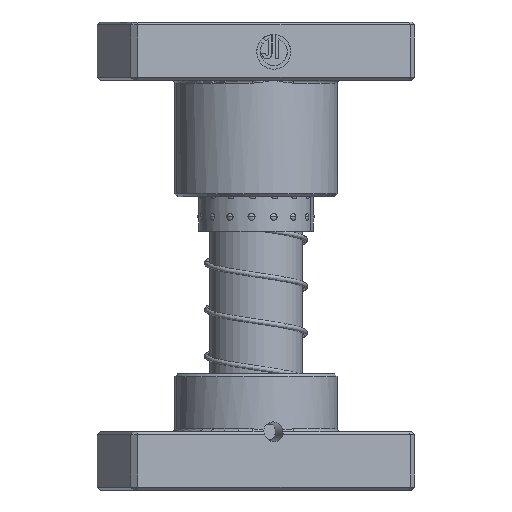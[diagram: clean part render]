
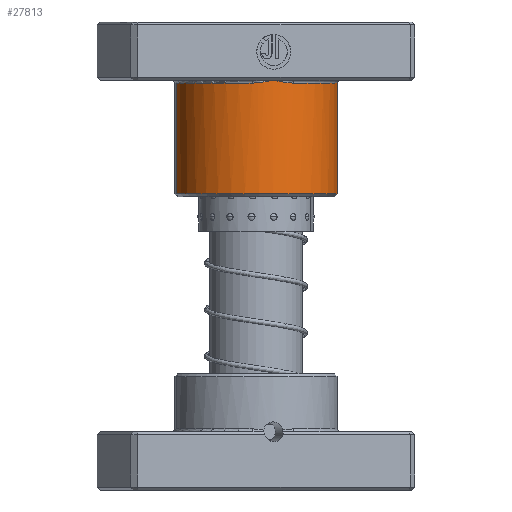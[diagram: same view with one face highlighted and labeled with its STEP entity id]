
A CAD part, front view. The second image highlights one B-rep face of the part: STEP entity #27813.
In plain terms, the highlighted cylindrical face has radius 28 mm (diameter 56 mm), a partial arc.
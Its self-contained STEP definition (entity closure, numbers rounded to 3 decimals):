
#563 = CARTESIAN_POINT ( 'NONE',  ( 7.289, 27.034, 21. ) ) ;
#624 = ORIENTED_EDGE ( 'NONE', *, *, #11802, .T. ) ;
#1500 = DIRECTION ( 'NONE',  ( 1., 0., 0. ) ) ;
#1863 = ORIENTED_EDGE ( 'NONE', *, *, #15149, .T. ) ;
#2895 = CYLINDRICAL_SURFACE ( 'NONE', #26817, 28. ) ;
#3761 = CARTESIAN_POINT ( 'NONE',  ( 0., 28., 20. ) ) ;
#4908 = EDGE_CURVE ( 'NONE', #19039, #41811, #34905, .T. ) ;
#4937 = CARTESIAN_POINT ( 'NONE',  ( 4.873, 27.58, 20.837 ) ) ;
#6234 = CARTESIAN_POINT ( 'NONE',  ( 28., 0., 60. ) ) ;
#6755 = VERTEX_POINT ( 'NONE', #10789 ) ;
#7103 = CARTESIAN_POINT ( 'NONE',  ( -2.448, 27.92, 20.472 ) ) ;
#7554 = ORIENTED_EDGE ( 'NONE', *, *, #4908, .F. ) ;
#8247 = CARTESIAN_POINT ( 'NONE',  ( 3.054, 27.84, 20.566 ) ) ;
#8279 = VERTEX_POINT ( 'NONE', #21668 ) ;
#8300 = CARTESIAN_POINT ( 'NONE',  ( -7.289, 27.034, 21. ) ) ;
#8811 = CARTESIAN_POINT ( 'NONE',  ( 0., 0., 59. ) ) ;
#9521 = DIRECTION ( 'NONE',  ( 0., 0., -1. ) ) ;
#9685 = CIRCLE ( 'NONE', #31782, 28. ) ;
#10389 = CARTESIAN_POINT ( 'NONE',  ( -4.873, 27.58, 20.837 ) ) ;
#10789 = CARTESIAN_POINT ( 'NONE',  ( 28., 0., 59. ) ) ;
#11539 = CARTESIAN_POINT ( 'NONE',  ( 1.529, 27.96, 20.291 ) ) ;
#11571 = DIRECTION ( 'NONE',  ( -1., 0., 0. ) ) ;
#11677 = CIRCLE ( 'NONE', #18287, 28. ) ;
#11802 = EDGE_CURVE ( 'NONE', #23192, #41811, #11677, .T. ) ;
#12100 = DIRECTION ( 'NONE',  ( 1., 0., 0. ) ) ;
#12827 = DIRECTION ( 'NONE',  ( 0., 0., -1. ) ) ;
#13716 = CARTESIAN_POINT ( 'NONE',  ( -6.685, 27.198, 21. ) ) ;
#14862 = CARTESIAN_POINT ( 'NONE',  ( 0.611, 27.995, 20.118 ) ) ;
#14892 = DIRECTION ( 'NONE',  ( 0., 0., -1. ) ) ;
#15119 = CARTESIAN_POINT ( 'NONE',  ( 0., 0., 21. ) ) ;
#15149 = EDGE_CURVE ( 'NONE', #19039, #6755, #9685, .T. ) ;
#15703 = CARTESIAN_POINT ( 'NONE',  ( 0., 28., 20. ) ) ;
#17990 = CARTESIAN_POINT ( 'NONE',  ( 6.685, 27.198, 21. ) ) ;
#18137 = CARTESIAN_POINT ( 'NONE',  ( 0., 28., 20. ) ) ;
#18287 = AXIS2_PLACEMENT_3D ( 'NONE', #15119, #38310, #18395 ) ;
#18395 = DIRECTION ( 'NONE',  ( 1., 0., 0. ) ) ;
#19039 = VERTEX_POINT ( 'NONE', #27480 ) ;
#20570 = VERTEX_POINT ( 'NONE', #15703 ) ;
#21256 = DIRECTION ( 'NONE',  ( 0., 0., 1. ) ) ;
#21514 = LINE ( 'NONE', #6234, #38158 ) ;
#21516 = EDGE_CURVE ( 'NONE', #8279, #29418, #29782, .T. ) ;
#21668 = CARTESIAN_POINT ( 'NONE',  ( 28., 0., 21. ) ) ;
#23192 = VERTEX_POINT ( 'NONE', #8300 ) ;
#23636 = EDGE_CURVE ( 'NONE', #20570, #23192, #39129, .T. ) ;
#24686 = CARTESIAN_POINT ( 'NONE',  ( 6.081, 27.339, 20.959 ) ) ;
#25784 = ORIENTED_EDGE ( 'NONE', *, *, #21516, .T. ) ;
#26072 = VECTOR ( 'NONE', #12827, 1000. ) ;
#26817 = AXIS2_PLACEMENT_3D ( 'NONE', #34276, #14892, #11571 ) ;
#27480 = CARTESIAN_POINT ( 'NONE',  ( -28., 0., 59. ) ) ;
#27813 = ADVANCED_FACE ( 'NONE', ( #38152 ), #2895, .T. ) ;
#28019 = CARTESIAN_POINT ( 'NONE',  ( 4.268, 27.68, 20.755 ) ) ;
#29356 = ORIENTED_EDGE ( 'NONE', *, *, #23636, .T. ) ;
#29418 = VERTEX_POINT ( 'NONE', #41880 ) ;
#29782 = CIRCLE ( 'NONE', #39707, 28. ) ;
#30214 = CARTESIAN_POINT ( 'NONE',  ( -4.268, 27.68, 20.755 ) ) ;
#31368 = CARTESIAN_POINT ( 'NONE',  ( 2.446, 27.9, 20.46 ) ) ;
#31782 = AXIS2_PLACEMENT_3D ( 'NONE', #8811, #31941, #12100 ) ;
#31941 = DIRECTION ( 'NONE',  ( 0., 0., -1. ) ) ;
#32052 = CARTESIAN_POINT ( 'NONE',  ( -28., 0., 21. ) ) ;
#32643 = CARTESIAN_POINT ( 'NONE',  ( -28., 0., 60. ) ) ;
#33497 = ORIENTED_EDGE ( 'NONE', *, *, #36415, .T. ) ;
#33525 = CARTESIAN_POINT ( 'NONE',  ( -6.081, 27.339, 20.959 ) ) ;
#33910 = B_SPLINE_CURVE_WITH_KNOTS ( 'NONE', 3,
 ( #563, #17990, #24686, #4937, #28019, #8247, #31368, #11539, #34694, #14862, #38056, #18137 ),
 .UNSPECIFIED., .F., .F.,
 ( 4, 2, 2, 2, 2, 4 ),
 ( 0., 0.002, 0.004, 0.006, 0.006, 0.007 ),
 .UNSPECIFIED. ) ;
#34276 = CARTESIAN_POINT ( 'NONE',  ( 0., 0., 60. ) ) ;
#34694 = CARTESIAN_POINT ( 'NONE',  ( 1.223, 27.975, 20.234 ) ) ;
#34905 = LINE ( 'NONE', #32643, #26072 ) ;
#36415 = EDGE_CURVE ( 'NONE', #6755, #8279, #21514, .T. ) ;
#36736 = CARTESIAN_POINT ( 'NONE',  ( -1.223, 28., 20.235 ) ) ;
#36884 = CARTESIAN_POINT ( 'NONE',  ( -7.289, 27.034, 21. ) ) ;
#37111 = ORIENTED_EDGE ( 'NONE', *, *, #38164, .T. ) ;
#38056 = CARTESIAN_POINT ( 'NONE',  ( 0.304, 28., 20.058 ) ) ;
#38152 = FACE_OUTER_BOUND ( 'NONE', #40759, .T. ) ;
#38158 = VECTOR ( 'NONE', #9521, 1000. ) ;
#38164 = EDGE_CURVE ( 'NONE', #29418, #20570, #33910, .T. ) ;
#38310 = DIRECTION ( 'NONE',  ( 0., 0., 1. ) ) ;
#39129 = B_SPLINE_CURVE_WITH_KNOTS ( 'NONE', 3,
 ( #3761, #36736, #7103, #30214, #10389, #33525, #13716, #36884 ),
 .UNSPECIFIED., .F., .F.,
 ( 4, 2, 2, 4 ),
 ( 0., 0.004, 0.006, 0.007 ),
 .UNSPECIFIED. ) ;
#39707 = AXIS2_PLACEMENT_3D ( 'NONE', #41165, #21256, #1500 ) ;
#40759 = EDGE_LOOP ( 'NONE', ( #1863, #33497, #25784, #37111, #29356, #624, #7554 ) ) ;
#41165 = CARTESIAN_POINT ( 'NONE',  ( 0., 0., 21. ) ) ;
#41811 = VERTEX_POINT ( 'NONE', #32052 ) ;
#41880 = CARTESIAN_POINT ( 'NONE',  ( 7.289, 27.034, 21. ) ) ;
